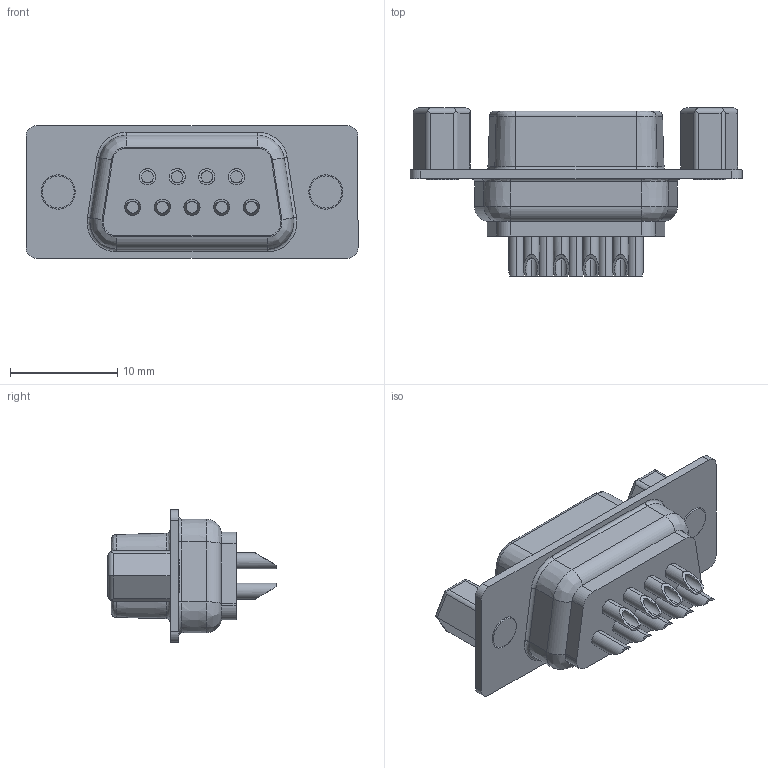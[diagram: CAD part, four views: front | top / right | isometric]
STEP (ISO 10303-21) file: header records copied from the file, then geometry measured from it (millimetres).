
FILE_DESCRIPTION (( 'STEP AP214' ), '1' );
FILE_NAME ('User Library-DB9-female cable solder.STEP', '2020-01-04T18:35:55', ( '' ), ( '' ), 'SwSTEP 2.0', 'SolidWorks 2019', '' );
FILE_SCHEMA (( 'AUTOMOTIVE_DESIGN' ));
Length unit declared in the file: millimetre
Products named in the file (1): User Library-DB9-female cable solder
Bounding box: 31 x 15.7 x 12.4 mm (x, y, z)
Volume: 1816.8 mm3; surface area: 3195.8 mm2
Topology: 1 solids, 2 shells, 368 faces, 883 edges, 556 vertices
Faces by surface type: cylinder 165, plane 119, cone 44, bspline 40
Entity records: 12951 total; most frequent: CARTESIAN_POINT 2740, DIRECTION 1827, ORIENTED_EDGE 1758, EDGE_CURVE 879, AXIS2_PLACEMENT_3D 717, VERTEX_POINT 556, EDGE_LOOP 411, VECTOR 393
